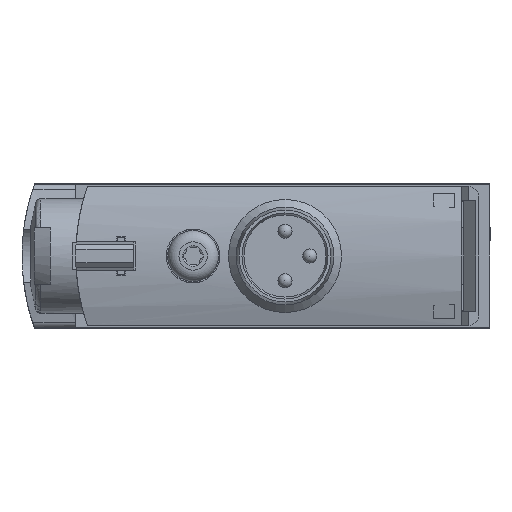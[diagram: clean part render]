
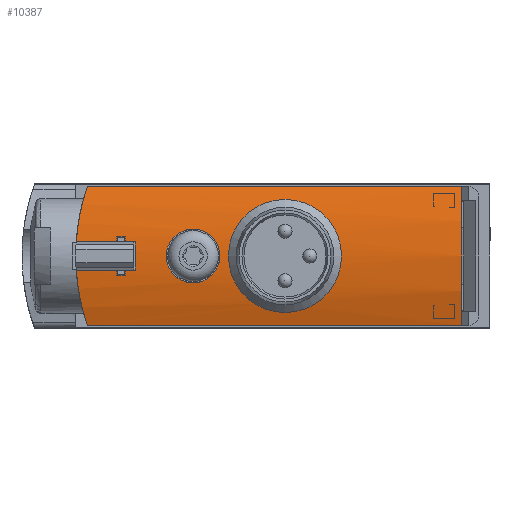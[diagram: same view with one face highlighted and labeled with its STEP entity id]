
A CAD part, left-side view. The second image highlights one B-rep face of the part: STEP entity #10387.
In plain terms, the highlighted cylindrical face has radius 15 mm (diameter 30 mm), a partial arc.
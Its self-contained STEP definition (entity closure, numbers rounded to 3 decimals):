
#506=B_SPLINE_CURVE_WITH_KNOTS('',3,(#18208,#18209,#18210,#18211,#18212,
#18213,#18214,#18215,#18216,#18217,#18218),.UNSPECIFIED.,.T.,.F.,(1,1,1,
1,1,1,1,1,1,1,1,1,1,1,1),(-0.004,-0.003,-0.001,
0.,0.001,0.003,0.004,0.006,
0.007,0.009,0.01,0.012,
0.013,0.015,0.016),.UNSPECIFIED.);
#507=B_SPLINE_CURVE_WITH_KNOTS('',3,(#18252,#18253,#18254,#18255,#18256,
#18257,#18258,#18259,#18260,#18261,#18262),.UNSPECIFIED.,.T.,.F.,(1,1,1,
1,1,1,1,1,1,1,1,1,1,1,1),(-0.008,-0.006,-0.003,
0.,0.003,0.006,0.008,0.011,
0.014,0.017,0.02,0.023,
0.025,0.028,0.031),.UNSPECIFIED.);
#558=ELLIPSE('',#12806,21.213,15.);
#559=ELLIPSE('',#12812,21.213,15.);
#1220=LINE('',#18220,#2279);
#1221=LINE('',#18225,#2280);
#1222=LINE('',#18229,#2281);
#1223=LINE('',#18233,#2282);
#1224=LINE('',#18237,#2283);
#1225=LINE('',#18241,#2284);
#1226=LINE('',#18245,#2285);
#1227=LINE('',#18249,#2286);
#2279=VECTOR('',#15031,1000.);
#2280=VECTOR('',#15034,1000.);
#2281=VECTOR('',#15037,1000.);
#2282=VECTOR('',#15040,1000.);
#2283=VECTOR('',#15043,1000.);
#2284=VECTOR('',#15046,1000.);
#2285=VECTOR('',#15049,1000.);
#2286=VECTOR('',#15052,1000.);
#4530=ORIENTED_EDGE('',*,*,#6591,.F.);
#4531=ORIENTED_EDGE('',*,*,#6592,.F.);
#4532=ORIENTED_EDGE('',*,*,#6593,.T.);
#4533=ORIENTED_EDGE('',*,*,#6594,.T.);
#4534=ORIENTED_EDGE('',*,*,#6595,.T.);
#4535=ORIENTED_EDGE('',*,*,#6596,.T.);
#4536=ORIENTED_EDGE('',*,*,#6597,.T.);
#4537=ORIENTED_EDGE('',*,*,#6598,.T.);
#4538=ORIENTED_EDGE('',*,*,#6599,.T.);
#4539=ORIENTED_EDGE('',*,*,#6600,.T.);
#4540=ORIENTED_EDGE('',*,*,#6601,.T.);
#4541=ORIENTED_EDGE('',*,*,#6602,.T.);
#4542=ORIENTED_EDGE('',*,*,#6603,.T.);
#4543=ORIENTED_EDGE('',*,*,#6604,.T.);
#4544=ORIENTED_EDGE('',*,*,#6605,.T.);
#4545=ORIENTED_EDGE('',*,*,#6606,.T.);
#4546=ORIENTED_EDGE('',*,*,#6607,.T.);
#4547=ORIENTED_EDGE('',*,*,#6608,.F.);
#6591=EDGE_CURVE('',#7786,#7786,#506,.T.);
#6592=EDGE_CURVE('',#7787,#7788,#1220,.T.);
#6593=EDGE_CURVE('',#7787,#7789,#558,.T.);
#6594=EDGE_CURVE('',#7789,#7790,#1221,.T.);
#6595=EDGE_CURVE('',#7790,#7791,#8377,.F.);
#6596=EDGE_CURVE('',#7791,#7792,#1222,.T.);
#6597=EDGE_CURVE('',#7792,#7793,#8378,.F.);
#6598=EDGE_CURVE('',#7793,#7794,#1223,.T.);
#6599=EDGE_CURVE('',#7794,#7795,#8379,.F.);
#6600=EDGE_CURVE('',#7795,#7796,#1224,.F.);
#6601=EDGE_CURVE('',#7796,#7797,#8380,.F.);
#6602=EDGE_CURVE('',#7797,#7798,#1225,.F.);
#6603=EDGE_CURVE('',#7798,#7799,#8381,.F.);
#6604=EDGE_CURVE('',#7799,#7800,#1226,.F.);
#6605=EDGE_CURVE('',#7800,#7801,#559,.T.);
#6606=EDGE_CURVE('',#7801,#7802,#1227,.T.);
#6607=EDGE_CURVE('',#7802,#7788,#8382,.T.);
#6608=EDGE_CURVE('',#7803,#7803,#507,.T.);
#7786=VERTEX_POINT('',#18219);
#7787=VERTEX_POINT('',#18221);
#7788=VERTEX_POINT('',#18222);
#7789=VERTEX_POINT('',#18224);
#7790=VERTEX_POINT('',#18226);
#7791=VERTEX_POINT('',#18228);
#7792=VERTEX_POINT('',#18230);
#7793=VERTEX_POINT('',#18232);
#7794=VERTEX_POINT('',#18234);
#7795=VERTEX_POINT('',#18236);
#7796=VERTEX_POINT('',#18238);
#7797=VERTEX_POINT('',#18240);
#7798=VERTEX_POINT('',#18242);
#7799=VERTEX_POINT('',#18244);
#7800=VERTEX_POINT('',#18246);
#7801=VERTEX_POINT('',#18248);
#7802=VERTEX_POINT('',#18250);
#7803=VERTEX_POINT('',#18263);
#8377=CIRCLE('',#12807,15.);
#8378=CIRCLE('',#12808,15.);
#8379=CIRCLE('',#12809,15.);
#8380=CIRCLE('',#12810,15.);
#8381=CIRCLE('',#12811,15.);
#8382=CIRCLE('',#12813,15.);
#8943=EDGE_LOOP('',(#4530));
#8944=EDGE_LOOP('',(#4531,#4532,#4533,#4534,#4535,#4536,#4537,#4538,#4539,
#4540,#4541,#4542,#4543,#4544,#4545,#4546));
#8945=EDGE_LOOP('',(#4547));
#9633=FACE_BOUND('',#8943,.T.);
#9634=FACE_BOUND('',#8944,.T.);
#9635=FACE_BOUND('',#8945,.T.);
#9968=CYLINDRICAL_SURFACE('',#12805,15.);
#10387=ADVANCED_FACE('',(#9633,#9634,#9635),#9968,.T.);
#12805=AXIS2_PLACEMENT_3D('',#18207,#15029,#15030);
#12806=AXIS2_PLACEMENT_3D('',#18223,#15032,#15033);
#12807=AXIS2_PLACEMENT_3D('',#18227,#15035,#15036);
#12808=AXIS2_PLACEMENT_3D('',#18231,#15038,#15039);
#12809=AXIS2_PLACEMENT_3D('',#18235,#15041,#15042);
#12810=AXIS2_PLACEMENT_3D('',#18239,#15044,#15045);
#12811=AXIS2_PLACEMENT_3D('',#18243,#15047,#15048);
#12812=AXIS2_PLACEMENT_3D('',#18247,#15050,#15051);
#12813=AXIS2_PLACEMENT_3D('',#18251,#15053,#15054);
#15029=DIRECTION('',(0.,-1.,0.));
#15030=DIRECTION('',(0.,0.,-1.));
#15031=DIRECTION('',(0.,-1.,0.));
#15032=DIRECTION('',(0.707,-0.707,0.));
#15033=DIRECTION('',(-0.707,-0.707,0.));
#15034=DIRECTION('',(0.,-1.,0.));
#15035=DIRECTION('',(0.,-1.,0.));
#15036=DIRECTION('',(0.,0.,-1.));
#15037=DIRECTION('',(0.,-1.,0.));
#15038=DIRECTION('',(0.,1.,0.));
#15039=DIRECTION('',(0.,0.,1.));
#15040=DIRECTION('',(0.,-1.,0.));
#15041=DIRECTION('',(0.,1.,0.));
#15042=DIRECTION('',(0.,0.,1.));
#15043=DIRECTION('',(0.,-1.,0.));
#15044=DIRECTION('',(0.,1.,0.));
#15045=DIRECTION('',(0.,0.,1.));
#15046=DIRECTION('',(0.,-1.,0.));
#15047=DIRECTION('',(0.,-1.,0.));
#15048=DIRECTION('',(0.,0.,-1.));
#15049=DIRECTION('',(0.,-1.,0.));
#15050=DIRECTION('',(0.707,-0.707,0.));
#15051=DIRECTION('',(-0.707,-0.707,0.));
#15052=DIRECTION('',(0.,-1.,0.));
#15053=DIRECTION('',(0.,1.,0.));
#15054=DIRECTION('',(1.,0.,0.));
#18207=CARTESIAN_POINT('',(-5.1,27.5,0.));
#18208=CARTESIAN_POINT('',(9.84,17.509,-1.488));
#18209=CARTESIAN_POINT('',(9.749,19.,-2.106));
#18210=CARTESIAN_POINT('',(9.84,20.489,-1.488));
#18211=CARTESIAN_POINT('',(9.93,21.105,-0.002));
#18212=CARTESIAN_POINT('',(9.84,20.49,1.489));
#18213=CARTESIAN_POINT('',(9.749,19.,2.105));
#18214=CARTESIAN_POINT('',(9.84,17.513,1.49));
#18215=CARTESIAN_POINT('',(9.93,16.894,0.002));
#18216=CARTESIAN_POINT('',(9.84,17.509,-1.488));
#18217=CARTESIAN_POINT('',(9.749,19.,-2.106));
#18218=CARTESIAN_POINT('',(9.84,20.489,-1.488));
#18219=CARTESIAN_POINT('',(9.779,19.,-1.9));
#18220=CARTESIAN_POINT('',(9.077,27.5,-4.9));
#18221=CARTESIAN_POINT('',(9.077,26.477,-4.9));
#18222=CARTESIAN_POINT('',(9.077,0.,-4.9));
#18223=CARTESIAN_POINT('',(-5.1,12.3,0.));
#18224=CARTESIAN_POINT('',(9.867,27.267,-1.));
#18225=CARTESIAN_POINT('',(9.867,27.5,-1.));
#18226=CARTESIAN_POINT('',(9.867,24.4,-1.));
#18227=CARTESIAN_POINT('',(-5.1,24.4,0.));
#18228=CARTESIAN_POINT('',(9.839,24.4,-1.35));
#18229=CARTESIAN_POINT('',(9.839,27.5,-1.35));
#18230=CARTESIAN_POINT('',(9.839,23.8,-1.35));
#18231=CARTESIAN_POINT('',(-5.1,23.8,0.));
#18232=CARTESIAN_POINT('',(9.867,23.8,-1.));
#18233=CARTESIAN_POINT('',(9.867,27.5,-1.));
#18234=CARTESIAN_POINT('',(9.867,23.1,-1.));
#18235=CARTESIAN_POINT('',(-5.1,23.1,0.));
#18236=CARTESIAN_POINT('',(9.867,23.1,1.));
#18237=CARTESIAN_POINT('',(9.867,27.5,1.));
#18238=CARTESIAN_POINT('',(9.867,23.8,1.));
#18239=CARTESIAN_POINT('',(-5.1,23.8,0.));
#18240=CARTESIAN_POINT('',(9.839,23.8,1.35));
#18241=CARTESIAN_POINT('',(9.839,27.5,1.35));
#18242=CARTESIAN_POINT('',(9.839,24.4,1.35));
#18243=CARTESIAN_POINT('',(-5.1,24.4,0.));
#18244=CARTESIAN_POINT('',(9.867,24.4,1.));
#18245=CARTESIAN_POINT('',(9.867,27.5,1.));
#18246=CARTESIAN_POINT('',(9.867,27.267,1.));
#18247=CARTESIAN_POINT('',(-5.1,12.3,0.));
#18248=CARTESIAN_POINT('',(9.077,26.477,4.9));
#18249=CARTESIAN_POINT('',(9.077,27.5,4.9));
#18250=CARTESIAN_POINT('',(9.077,0.,4.9));
#18251=CARTESIAN_POINT('',(-5.1,0.,0.));
#18252=CARTESIAN_POINT('',(9.684,15.324,2.819));
#18253=CARTESIAN_POINT('',(9.35,12.499,3.99));
#18254=CARTESIAN_POINT('',(9.684,9.679,2.819));
#18255=CARTESIAN_POINT('',(10.008,8.511,0.004));
#18256=CARTESIAN_POINT('',(9.684,9.679,-2.822));
#18257=CARTESIAN_POINT('',(9.351,12.498,-3.988));
#18258=CARTESIAN_POINT('',(9.683,15.318,-2.824));
#18259=CARTESIAN_POINT('',(10.008,16.49,-0.002));
#18260=CARTESIAN_POINT('',(9.684,15.324,2.819));
#18261=CARTESIAN_POINT('',(9.35,12.499,3.99));
#18262=CARTESIAN_POINT('',(9.684,9.679,2.819));
#18263=CARTESIAN_POINT('',(9.462,12.5,3.6));
